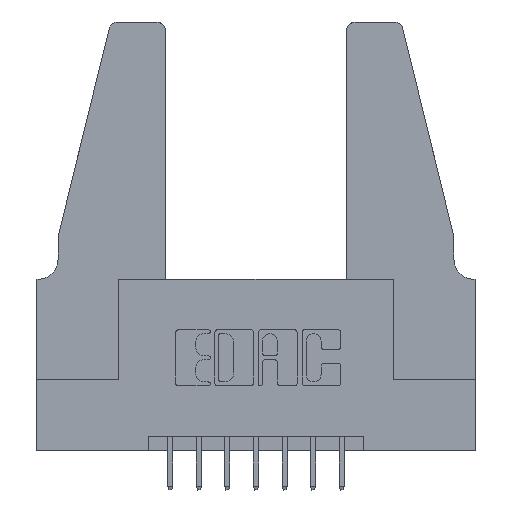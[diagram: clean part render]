
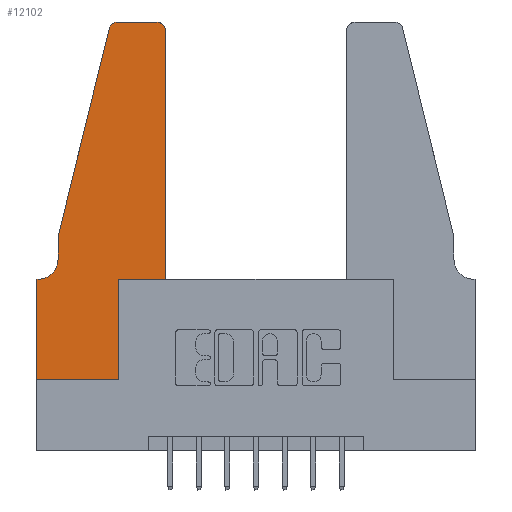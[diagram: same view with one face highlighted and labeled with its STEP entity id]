
A CAD part, top view. The second image highlights one B-rep face of the part: STEP entity #12102.
In plain terms, the highlighted planar face has unit normal (0, 0, 1).
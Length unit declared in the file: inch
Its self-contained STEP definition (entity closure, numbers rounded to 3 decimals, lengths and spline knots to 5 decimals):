
#38 = ORIENTED_EDGE ( 'NONE', *, *, #6824, .T. ) ;
#45 = VERTEX_POINT ( 'NONE', #5720 ) ;
#331 = AXIS2_PLACEMENT_3D ( 'NONE', #7021, #10827, #4204 ) ;
#351 = CIRCLE ( 'NONE', #537, 0.03 ) ;
#442 = VERTEX_POINT ( 'NONE', #3003 ) ;
#537 = AXIS2_PLACEMENT_3D ( 'NONE', #5582, #7769, #7697 ) ;
#672 = CARTESIAN_POINT ( 'NONE',  ( 0.284, 1.25, 0.37 ) ) ;
#699 = ORIENTED_EDGE ( 'NONE', *, *, #9009, .T. ) ;
#702 = ORIENTED_EDGE ( 'NONE', *, *, #11581, .T. ) ;
#892 = LINE ( 'NONE', #4731, #7232 ) ;
#1043 = VECTOR ( 'NONE', #3342, 39.37008 ) ;
#1070 = VERTEX_POINT ( 'NONE', #672 ) ;
#1183 = CARTESIAN_POINT ( 'NONE',  ( 0.2865, 0.35, 0.37 ) ) ;
#1223 = CARTESIAN_POINT ( 'NONE',  ( 0.0755, 0.5, 0.37 ) ) ;
#1452 = CARTESIAN_POINT ( 'NONE',  ( 0.0755, 0.5, 0.37 ) ) ;
#1471 = ORIENTED_EDGE ( 'NONE', *, *, #11873, .T. ) ;
#1752 = CARTESIAN_POINT ( 'NONE',  ( 0.0755, 0.42, 0.37 ) ) ;
#2186 = DIRECTION ( 'NONE',  ( 0., 0., 1. ) ) ;
#2349 = DIRECTION ( 'NONE',  ( -0.239, -0.971, 0. ) ) ;
#2396 = EDGE_CURVE ( 'NONE', #6161, #45, #351, .T. ) ;
#2467 = ORIENTED_EDGE ( 'NONE', *, *, #8865, .T. ) ;
#2636 = CARTESIAN_POINT ( 'NONE',  ( 0.4505, 0.35, 0.37 ) ) ;
#2708 = CARTESIAN_POINT ( 'NONE',  ( 0.4505, 0.35, 0.37 ) ) ;
#2712 = DIRECTION ( 'NONE',  ( -1., 0., 0. ) ) ;
#3003 = CARTESIAN_POINT ( 'NONE',  ( 0., 0., 0.37 ) ) ;
#3067 = VECTOR ( 'NONE', #10817, 39.37008 ) ;
#3123 = LINE ( 'NONE', #1183, #3067 ) ;
#3232 = CARTESIAN_POINT ( 'NONE',  ( 0., 0., 0.37 ) ) ;
#3342 = DIRECTION ( 'NONE',  ( 0., 1., 0. ) ) ;
#3390 = CARTESIAN_POINT ( 'NONE',  ( 0.4505, 0.35, 0.37 ) ) ;
#3551 = VECTOR ( 'NONE', #2349, 39.37008 ) ;
#3630 = ORIENTED_EDGE ( 'NONE', *, *, #11022, .T. ) ;
#3760 = DIRECTION ( 'NONE',  ( 1., 0., 0. ) ) ;
#3890 = DIRECTION ( 'NONE',  ( 0., 0., 1. ) ) ;
#3954 = VECTOR ( 'NONE', #5588, 39.37008 ) ;
#3984 = ORIENTED_EDGE ( 'NONE', *, *, #4130, .T. ) ;
#4130 = EDGE_CURVE ( 'NONE', #9898, #442, #892, .T. ) ;
#4175 = LINE ( 'NONE', #3232, #10303 ) ;
#4204 = DIRECTION ( 'NONE',  ( -1., 0., 0. ) ) ;
#4572 = LINE ( 'NONE', #11259, #3954 ) ;
#4671 = AXIS2_PLACEMENT_3D ( 'NONE', #4933, #2186, #7926 ) ;
#4731 = CARTESIAN_POINT ( 'NONE',  ( 0., 0., 0.37 ) ) ;
#4762 = ORIENTED_EDGE ( 'NONE', *, *, #6413, .T. ) ;
#4868 = ORIENTED_EDGE ( 'NONE', *, *, #2396, .T. ) ;
#4933 = CARTESIAN_POINT ( 'NONE',  ( 0.284, 1.22, 0.37 ) ) ;
#4964 = CARTESIAN_POINT ( 'NONE',  ( 0., 0.35, 0.37 ) ) ;
#5329 = EDGE_CURVE ( 'NONE', #5604, #6161, #11260, .T. ) ;
#5400 = CARTESIAN_POINT ( 'NONE',  ( 0.2865, 0.35, 0.37 ) ) ;
#5467 = LINE ( 'NONE', #2708, #7291 ) ;
#5472 = CARTESIAN_POINT ( 'NONE',  ( 0.0755, 0.35, 0.37 ) ) ;
#5582 = CARTESIAN_POINT ( 'NONE',  ( 0.4205, 1.22, 0.37 ) ) ;
#5588 = DIRECTION ( 'NONE',  ( 0., -1., 0. ) ) ;
#5604 = VERTEX_POINT ( 'NONE', #3390 ) ;
#5720 = CARTESIAN_POINT ( 'NONE',  ( 0.4205, 1.25, 0.37 ) ) ;
#5799 = EDGE_CURVE ( 'NONE', #8097, #7092, #3123, .T. ) ;
#5890 = VECTOR ( 'NONE', #9150, 39.37008 ) ;
#5937 = VERTEX_POINT ( 'NONE', #8349 ) ;
#6161 = VERTEX_POINT ( 'NONE', #6847 ) ;
#6413 = EDGE_CURVE ( 'NONE', #45, #1070, #11181, .T. ) ;
#6438 = VERTEX_POINT ( 'NONE', #1752 ) ;
#6722 = FACE_OUTER_BOUND ( 'NONE', #10408, .T. ) ;
#6824 = EDGE_CURVE ( 'NONE', #1070, #11234, #10928, .T. ) ;
#6834 = VERTEX_POINT ( 'NONE', #1223 ) ;
#6847 = CARTESIAN_POINT ( 'NONE',  ( 0.4505, 1.22, 0.37 ) ) ;
#7021 = CARTESIAN_POINT ( 'NONE',  ( 0.0055, 0.42, 0.37 ) ) ;
#7092 = VERTEX_POINT ( 'NONE', #5400 ) ;
#7115 = DIRECTION ( 'NONE',  ( 1., 0., 0. ) ) ;
#7232 = VECTOR ( 'NONE', #10601, 39.37008 ) ;
#7291 = VECTOR ( 'NONE', #8273, 39.37008 ) ;
#7697 = DIRECTION ( 'NONE',  ( 1., 0., 0. ) ) ;
#7769 = DIRECTION ( 'NONE',  ( 0., 0., 1. ) ) ;
#7897 = CARTESIAN_POINT ( 'NONE',  ( 0.2865, 0., 0.37 ) ) ;
#7926 = DIRECTION ( 'NONE',  ( 1., 0., 0. ) ) ;
#8097 = VERTEX_POINT ( 'NONE', #7897 ) ;
#8273 = DIRECTION ( 'NONE',  ( 1., 0., 0. ) ) ;
#8349 = CARTESIAN_POINT ( 'NONE',  ( 0.0055, 0.35, 0.37 ) ) ;
#8651 = PLANE ( 'NONE',  #9362 ) ;
#8865 = EDGE_CURVE ( 'NONE', #442, #8097, #4175, .T. ) ;
#9009 = EDGE_CURVE ( 'NONE', #7092, #5604, #5467, .T. ) ;
#9150 = DIRECTION ( 'NONE',  ( -1., 0., 0. ) ) ;
#9170 = LINE ( 'NONE', #1452, #3551 ) ;
#9362 = AXIS2_PLACEMENT_3D ( 'NONE', #4964, #3890, #3760 ) ;
#9376 = LINE ( 'NONE', #5472, #12415 ) ;
#9526 = ORIENTED_EDGE ( 'NONE', *, *, #5799, .T. ) ;
#9766 = CIRCLE ( 'NONE', #331, 0.07 ) ;
#9898 = VERTEX_POINT ( 'NONE', #11168 ) ;
#10162 = CARTESIAN_POINT ( 'NONE',  ( 0.2605, 1.25, 0.37 ) ) ;
#10303 = VECTOR ( 'NONE', #7115, 39.37008 ) ;
#10408 = EDGE_LOOP ( 'NONE', ( #4762, #38, #1471, #11298, #3630, #702, #3984, #2467, #9526, #699, #12266, #4868 ) ) ;
#10601 = DIRECTION ( 'NONE',  ( 0., -1., 0. ) ) ;
#10817 = DIRECTION ( 'NONE',  ( 0., 1., 0. ) ) ;
#10827 = DIRECTION ( 'NONE',  ( 0., 0., -1. ) ) ;
#10858 = CARTESIAN_POINT ( 'NONE',  ( 0.25487, 1.22718, 0.37 ) ) ;
#10928 = CIRCLE ( 'NONE', #4671, 0.03 ) ;
#11022 = EDGE_CURVE ( 'NONE', #6438, #5937, #9766, .T. ) ;
#11168 = CARTESIAN_POINT ( 'NONE',  ( 0., 0.35, 0.37 ) ) ;
#11181 = LINE ( 'NONE', #10162, #5890 ) ;
#11234 = VERTEX_POINT ( 'NONE', #10858 ) ;
#11259 = CARTESIAN_POINT ( 'NONE',  ( 0.0755, 0.5, 0.37 ) ) ;
#11260 = LINE ( 'NONE', #2636, #1043 ) ;
#11298 = ORIENTED_EDGE ( 'NONE', *, *, #11990, .T. ) ;
#11581 = EDGE_CURVE ( 'NONE', #5937, #9898, #9376, .T. ) ;
#11873 = EDGE_CURVE ( 'NONE', #11234, #6834, #9170, .T. ) ;
#11990 = EDGE_CURVE ( 'NONE', #6834, #6438, #4572, .T. ) ;
#12102 = ADVANCED_FACE ( 'NONE', ( #6722 ), #8651, .T. ) ;
#12266 = ORIENTED_EDGE ( 'NONE', *, *, #5329, .T. ) ;
#12415 = VECTOR ( 'NONE', #2712, 39.37008 ) ;
